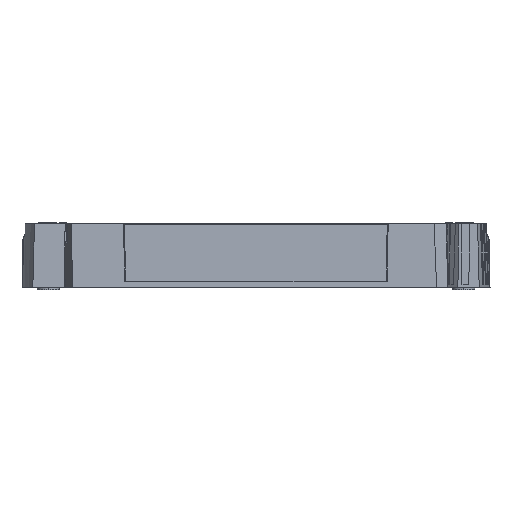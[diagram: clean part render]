
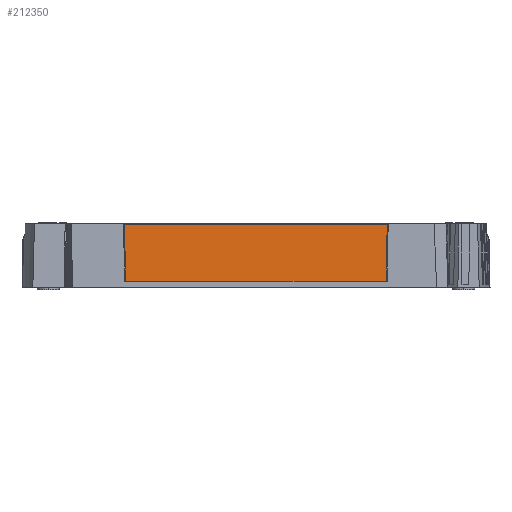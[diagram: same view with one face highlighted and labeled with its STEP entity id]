
A CAD part, left-side view. The second image highlights one B-rep face of the part: STEP entity #212350.
In plain terms, the highlighted face is planar.
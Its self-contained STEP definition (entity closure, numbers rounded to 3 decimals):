
#179360=CARTESIAN_POINT('',(26.512,30.432,
17.7));
#179370=VERTEX_POINT('',#179360);
#179610=CARTESIAN_POINT('',(27.13,30.176,
0.));
#179620=VERTEX_POINT('',#179610);
#179650=CARTESIAN_POINT('',(27.13,30.176,0.));
#179660=DIRECTION('',(-0.035,0.014,
0.999));
#179670=VECTOR('',#179660,1.);
#179680=LINE('',#179650,#179670);
#179690=EDGE_CURVE('',#179620,#179370,#179680,.T.);
#187750=CARTESIAN_POINT('',(26.512,0.,17.7));
#187760=DIRECTION('',(0.,-1.,0.));
#187770=VECTOR('',#187760,1.);
#187780=LINE('',#187750,#187770);
#187790=CARTESIAN_POINT('',(26.512,-52.005,
17.7));
#187800=VERTEX_POINT('',#187790);
#187810=EDGE_CURVE('',#179370,#187800,#187780,.T.);
#202610=CARTESIAN_POINT('',(27.13,-51.749,
0.));
#202620=VERTEX_POINT('',#202610);
#202670=CARTESIAN_POINT('',(27.13,0.,0.));
#202680=DIRECTION('',(0.,1.,0.));
#202690=VECTOR('',#202680,1.);
#202700=LINE('',#202670,#202690);
#202710=EDGE_CURVE('',#202620,#179620,#202700,.T.);
#212030=CARTESIAN_POINT('',(27.13,-51.749,0.));
#212040=DIRECTION('',(-0.035,-0.014,
0.999));
#212050=VECTOR('',#212040,1.);
#212060=LINE('',#212030,#212050);
#212070=EDGE_CURVE('',#202620,#187800,#212060,.T.);
#212240=CARTESIAN_POINT('',(27.2,17.21,
-2.));
#212250=DIRECTION('',(0.999,0.,
0.035));
#212260=DIRECTION('',(0.,1.,0.));
#212270=AXIS2_PLACEMENT_3D('',#212240,#212250,#212260);
#212280=PLANE('',#212270);
#212290=ORIENTED_EDGE('',*,*,#179690,.T.);
#212300=ORIENTED_EDGE('',*,*,#202710,.T.);
#212310=ORIENTED_EDGE('',*,*,#212070,.F.);
#212320=ORIENTED_EDGE('',*,*,#187810,.T.);
#212330=EDGE_LOOP('',(#212320,#212310,#212300,#212290));
#212340=FACE_OUTER_BOUND('',#212330,.T.);
#212350=ADVANCED_FACE('',(#212340),#212280,.T.);
